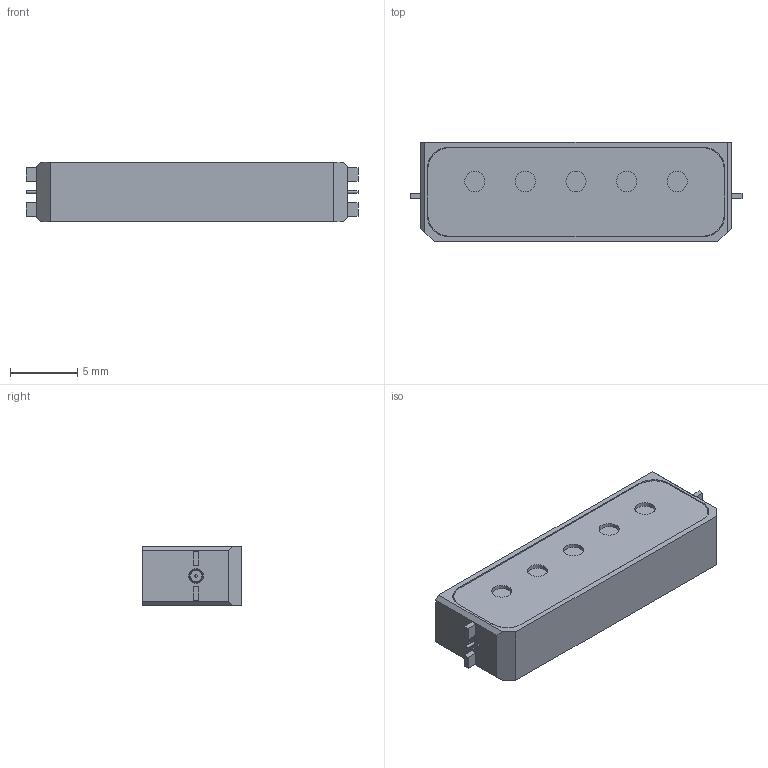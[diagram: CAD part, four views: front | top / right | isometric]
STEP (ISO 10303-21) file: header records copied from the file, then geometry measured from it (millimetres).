
FILE_DESCRIPTION(('STEP AP203'), '1');
FILE_NAME('ÍØÁÀ.434834.015-05_Ôèëüòð ÔÊÏ4-215-05-3,75-170', '', ('UNSPECIFIED'), ('UNSPECIFIED'), 'ASCON STEP Converter 1.6', 'ASCON Math Kernel', '');
FILE_SCHEMA(('CONFIG_CONTROL_DESIGN'));
Length unit declared in the file: millimetre
Products named in the file (1): НШБА.434834.015-05_Фильтр ФКП4-215-05-3,75-170
Bounding box: 24.6 x 7.4 x 4.4 mm (x, y, z)
Volume: 734.1 mm3; surface area: 658.3 mm2
Topology: 1 solids, 1 shells, 496 faces, 1291 edges, 860 vertices
Faces by surface type: plane 327, bspline 140, cylinder 27, cone 2
Full cylindrical faces by diameter (mm): 0.2 x2, 0.86 x2, 0.95 x2, 1.5 x5
Entity records: 32567 total; most frequent: CARTESIAN_POINT 17551, ORIENTED_EDGE 2556, DIRECTION 1656, EDGE_CURVE 1278, VERTEX_POINT 860, LINE 834, VECTOR 834, EDGE_LOOP 572
